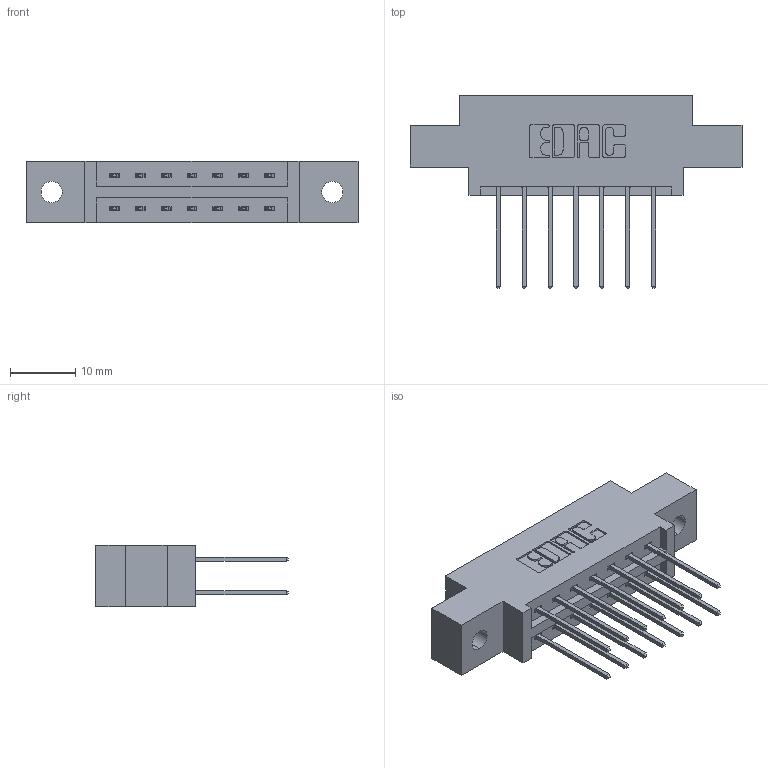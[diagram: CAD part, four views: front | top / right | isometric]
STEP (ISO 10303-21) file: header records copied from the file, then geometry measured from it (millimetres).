
FILE_DESCRIPTION (( 'STEP AP203' ), '1' );
FILE_NAME ('387-014-540-802.STEP', '2018-09-11T04:24:07', ( '' ), ( '' ), 'SwSTEP 2.0', 'SolidWorks 2016', '' );
FILE_SCHEMA (( 'CONFIG_CONTROL_DESIGN' ));
Length unit declared in the file: inch
Products named in the file (3): 337 Part_0.170 Offset - 0.128 Dia; 345-292-001_345-293-140; 387-014-540-802
Assembly tree (15 placements, depth 2):
  387-014-540-802
    337 Part_0.170 Offset - 0.128 Dia
    345-292-001_345-293-140  x14
Bounding box: 50.75 x 29.47 x 9.4 mm (x, y, z)
Volume: 4781.4 mm3; surface area: 5162.8 mm2
Topology: 15 solids, 15 shells, 874 faces, 2577 edges, 1698 vertices
Faces by surface type: plane 606, cylinder 268
Entity records: 10107 total; most frequent: CARTESIAN_POINT 1734, ORIENTED_EDGE 1670, DIRECTION 1539, EDGE_CURVE 835, VECTOR 707, LINE 707, VERTEX_POINT 554, AXIS2_PLACEMENT_3D 416
